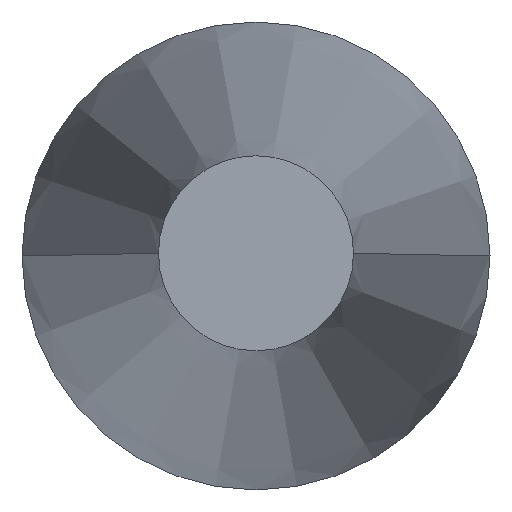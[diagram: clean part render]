
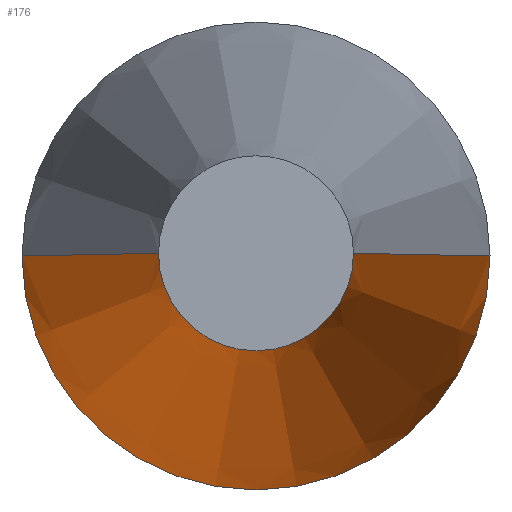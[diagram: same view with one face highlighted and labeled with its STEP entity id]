
A CAD part, top view. The second image highlights one B-rep face of the part: STEP entity #176.
In plain terms, the highlighted conical face has half-angle 5 degrees and reference radius 15 mm.
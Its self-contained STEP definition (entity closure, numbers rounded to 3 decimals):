
#1 = EDGE_CURVE ( 'NONE', #264, #43, #142, .T. ) ;
#5 = ORIENTED_EDGE ( 'NONE', *, *, #1, .F. ) ;
#27 = DIRECTION ( 'NONE',  ( 0., 0., 1. ) ) ;
#29 = AXIS2_PLACEMENT_3D ( 'NONE', #88, #216, #322 ) ;
#30 = EDGE_CURVE ( 'NONE', #43, #318, #79, .T. ) ;
#33 = CARTESIAN_POINT ( 'NONE',  ( -6.251, 0., 100. ) ) ;
#43 = VERTEX_POINT ( 'NONE', #287 ) ;
#45 = ORIENTED_EDGE ( 'NONE', *, *, #201, .T. ) ;
#59 = EDGE_LOOP ( 'NONE', ( #295, #5, #45, #208 ) ) ;
#79 = LINE ( 'NONE', #123, #168 ) ;
#84 = DIRECTION ( 'NONE',  ( 1., 0., 0. ) ) ;
#88 = CARTESIAN_POINT ( 'NONE',  ( 0., 0., 0. ) ) ;
#101 = CARTESIAN_POINT ( 'NONE',  ( 0., 0., 100. ) ) ;
#112 = DIRECTION ( 'NONE',  ( -0.087, 0., -0.996 ) ) ;
#123 = CARTESIAN_POINT ( 'NONE',  ( 15., 0., 0. ) ) ;
#138 = FACE_OUTER_BOUND ( 'NONE', #59, .T. ) ;
#142 = CIRCLE ( 'NONE', #272, 6.251 ) ;
#143 = AXIS2_PLACEMENT_3D ( 'NONE', #236, #323, #84 ) ;
#153 = VERTEX_POINT ( 'NONE', #241 ) ;
#168 = VECTOR ( 'NONE', #233, 1000. ) ;
#176 = ADVANCED_FACE ( 'NONE', ( #138 ), #229, .T. ) ;
#201 = EDGE_CURVE ( 'NONE', #264, #153, #298, .T. ) ;
#202 = DIRECTION ( 'NONE',  ( 1., 0., 0. ) ) ;
#208 = ORIENTED_EDGE ( 'NONE', *, *, #329, .T. ) ;
#216 = DIRECTION ( 'NONE',  ( 0., 0., -1. ) ) ;
#229 = CONICAL_SURFACE ( 'NONE', #29, 15., 0.087 ) ;
#233 = DIRECTION ( 'NONE',  ( 0.087, 0., -0.996 ) ) ;
#236 = CARTESIAN_POINT ( 'NONE',  ( 0., 0., 0. ) ) ;
#241 = CARTESIAN_POINT ( 'NONE',  ( -15., 0., 0. ) ) ;
#242 = CARTESIAN_POINT ( 'NONE',  ( -15., 0., 0. ) ) ;
#264 = VERTEX_POINT ( 'NONE', #33 ) ;
#272 = AXIS2_PLACEMENT_3D ( 'NONE', #101, #27, #202 ) ;
#283 = VECTOR ( 'NONE', #112, 1000. ) ;
#284 = CIRCLE ( 'NONE', #143, 15. ) ;
#287 = CARTESIAN_POINT ( 'NONE',  ( 6.251, 0., 100. ) ) ;
#295 = ORIENTED_EDGE ( 'NONE', *, *, #30, .F. ) ;
#297 = CARTESIAN_POINT ( 'NONE',  ( 15., 0., 0. ) ) ;
#298 = LINE ( 'NONE', #242, #283 ) ;
#318 = VERTEX_POINT ( 'NONE', #297 ) ;
#322 = DIRECTION ( 'NONE',  ( -1., 0., 0. ) ) ;
#323 = DIRECTION ( 'NONE',  ( 0., 0., 1. ) ) ;
#329 = EDGE_CURVE ( 'NONE', #153, #318, #284, .T. ) ;
